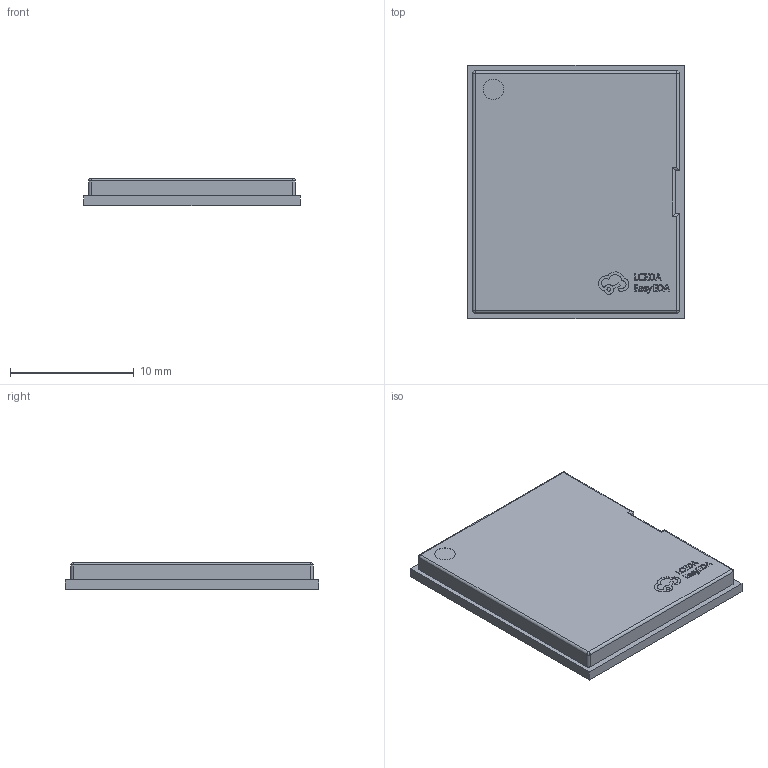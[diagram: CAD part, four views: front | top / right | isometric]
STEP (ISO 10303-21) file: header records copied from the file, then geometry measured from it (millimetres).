
FILE_DESCRIPTION (( 'STEP AP214' ), '1' );
FILE_NAME ('LCC-54_L20.5-W17.5-P1.27_CC3235MODSM2MOBR.STEP', '2022-09-16T18:14:02', ( '微软用户' ), ( '微软中国' ), 'SwSTEP 2.0', 'SolidWorks 2020', '' );
FILE_SCHEMA (( 'AUTOMOTIVE_DESIGN' ));
Length unit declared in the file: millimetre
Products named in the file (1): LCC-54_L20.5-W17.5-P1.27_CC3235MODSM2MOBR
Bounding box: 17.5 x 20.5 x 2.21 mm (x, y, z)
Volume: 744 mm3; surface area: 1115.2 mm2
Topology: 64 solids, 64 shells, 953 faces, 2211 edges, 1466 vertices
Faces by surface type: plane 837, bspline 98, cylinder 14, sphere 4
Entity records: 34673 total; most frequent: CARTESIAN_POINT 5945, ORIENTED_EDGE 4414, DIRECTION 3735, EDGE_CURVE 2207, LINE 1983, VECTOR 1983, VERTEX_POINT 1466, EDGE_LOOP 1037
